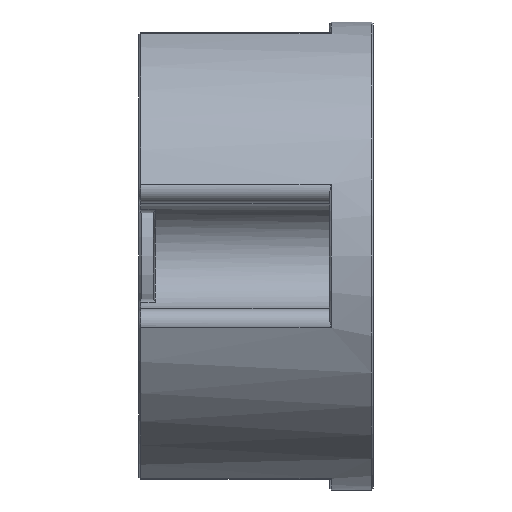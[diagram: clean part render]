
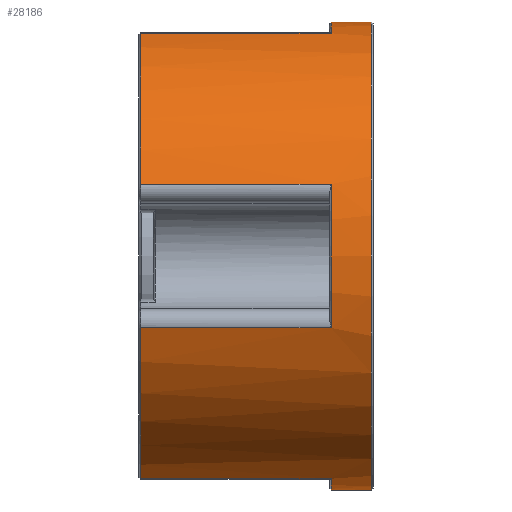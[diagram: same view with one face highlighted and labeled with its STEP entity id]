
A CAD part, left-side view. The second image highlights one B-rep face of the part: STEP entity #28186.
In plain terms, the highlighted cylindrical face has radius 15.975 mm (diameter 31.95 mm), a partial arc.
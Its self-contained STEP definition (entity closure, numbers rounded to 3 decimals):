
#685 = VERTEX_POINT ( 'NONE', #14800 ) ;
#996 = VERTEX_POINT ( 'NONE', #12388 ) ;
#1049 = VECTOR ( 'NONE', #23341, 1000. ) ;
#1221 = DIRECTION ( 'NONE',  ( 0., 0., 1. ) ) ;
#1774 = CARTESIAN_POINT ( 'NONE',  ( -15.203, 7.875, -4.907 ) ) ;
#2351 = VECTOR ( 'NONE', #6180, 1000. ) ;
#2455 = AXIS2_PLACEMENT_3D ( 'NONE', #17460, #20108, #4672 ) ;
#2675 = CYLINDRICAL_SURFACE ( 'NONE', #6820, 15.975 ) ;
#2777 = ORIENTED_EDGE ( 'NONE', *, *, #11767, .T. ) ;
#3518 = CIRCLE ( 'NONE', #31404, 15.975 ) ;
#3604 = DIRECTION ( 'NONE',  ( 0., 1., 0. ) ) ;
#3630 = VERTEX_POINT ( 'NONE', #1774 ) ;
#4047 = LINE ( 'NONE', #14016, #18370 ) ;
#4575 = VECTOR ( 'NONE', #6963, 1000. ) ;
#4672 = DIRECTION ( 'NONE',  ( 0., 0., 1. ) ) ;
#5080 = CARTESIAN_POINT ( 'NONE',  ( 0., 8., 15.975 ) ) ;
#5083 = EDGE_CURVE ( 'NONE', #6483, #11237, #28197, .T. ) ;
#5788 = ORIENTED_EDGE ( 'NONE', *, *, #18843, .T. ) ;
#5973 = CARTESIAN_POINT ( 'NONE',  ( -15.203, 8., -4.907 ) ) ;
#6002 = VECTOR ( 'NONE', #32804, 1000. ) ;
#6180 = DIRECTION ( 'NONE',  ( 0., -1., 0. ) ) ;
#6483 = VERTEX_POINT ( 'NONE', #18666 ) ;
#6629 = AXIS2_PLACEMENT_3D ( 'NONE', #12153, #32819, #9880 ) ;
#6820 = AXIS2_PLACEMENT_3D ( 'NONE', #28981, #26819, #13426 ) ;
#6873 = CARTESIAN_POINT ( 'NONE',  ( 0., 7.875, 0. ) ) ;
#6963 = DIRECTION ( 'NONE',  ( 0., -1., 0. ) ) ;
#7155 = DIRECTION ( 'NONE',  ( 0., -1., 0. ) ) ;
#7292 = VERTEX_POINT ( 'NONE', #22008 ) ;
#8641 = CIRCLE ( 'NONE', #29361, 15.975 ) ;
#8656 = CARTESIAN_POINT ( 'NONE',  ( -4.907, -5.125, 15.203 ) ) ;
#9359 = AXIS2_PLACEMENT_3D ( 'NONE', #11273, #22006, #14558 ) ;
#9641 = LINE ( 'NONE', #5973, #6002 ) ;
#9643 = EDGE_CURVE ( 'NONE', #996, #13763, #28009, .T. ) ;
#9880 = DIRECTION ( 'NONE',  ( 0., 0., 1. ) ) ;
#10810 = CARTESIAN_POINT ( 'NONE',  ( -4.907, 7.875, 15.203 ) ) ;
#11105 = AXIS2_PLACEMENT_3D ( 'NONE', #24245, #3604, #1221 ) ;
#11201 = VERTEX_POINT ( 'NONE', #8656 ) ;
#11237 = VERTEX_POINT ( 'NONE', #29244 ) ;
#11273 = CARTESIAN_POINT ( 'NONE',  ( 0., 7.875, 0. ) ) ;
#11767 = EDGE_CURVE ( 'NONE', #17810, #6483, #23467, .T. ) ;
#12153 = CARTESIAN_POINT ( 'NONE',  ( 0., -5.125, 0. ) ) ;
#12388 = CARTESIAN_POINT ( 'NONE',  ( -4.907, 7.875, -15.203 ) ) ;
#12536 = ORIENTED_EDGE ( 'NONE', *, *, #26441, .T. ) ;
#12628 = CARTESIAN_POINT ( 'NONE',  ( 0., -7.875, -15.975 ) ) ;
#12636 = ORIENTED_EDGE ( 'NONE', *, *, #5083, .T. ) ;
#12654 = ORIENTED_EDGE ( 'NONE', *, *, #31531, .T. ) ;
#13113 = ORIENTED_EDGE ( 'NONE', *, *, #9643, .T. ) ;
#13277 = LINE ( 'NONE', #5080, #1049 ) ;
#13426 = DIRECTION ( 'NONE',  ( 0., 0., -1. ) ) ;
#13507 = CARTESIAN_POINT ( 'NONE',  ( -4.907, 8., -15.203 ) ) ;
#13602 = VECTOR ( 'NONE', #28153, 1000. ) ;
#13763 = VERTEX_POINT ( 'NONE', #25958 ) ;
#14016 = CARTESIAN_POINT ( 'NONE',  ( -4.907, 8., 15.203 ) ) ;
#14558 = DIRECTION ( 'NONE',  ( 0., 0., 1. ) ) ;
#14800 = CARTESIAN_POINT ( 'NONE',  ( 0., -7.875, 15.975 ) ) ;
#15029 = CARTESIAN_POINT ( 'NONE',  ( 0., -5.125, 15.975 ) ) ;
#15117 = DIRECTION ( 'NONE',  ( 0., 0., 1. ) ) ;
#15324 = CARTESIAN_POINT ( 'NONE',  ( 0., 8., -15.975 ) ) ;
#15796 = EDGE_LOOP ( 'NONE', ( #24295, #12654, #21909, #2777, #12636, #5788, #12536, #29647, #13113, #32856, #23287, #22571 ) ) ;
#16397 = CIRCLE ( 'NONE', #6629, 15.975 ) ;
#17460 = CARTESIAN_POINT ( 'NONE',  ( 0., -5.125, 0. ) ) ;
#17463 = EDGE_CURVE ( 'NONE', #11201, #17810, #4047, .T. ) ;
#17810 = VERTEX_POINT ( 'NONE', #10810 ) ;
#18370 = VECTOR ( 'NONE', #32207, 1000. ) ;
#18595 = FACE_OUTER_BOUND ( 'NONE', #15796, .T. ) ;
#18666 = CARTESIAN_POINT ( 'NONE',  ( -15.203, 7.875, 4.907 ) ) ;
#18843 = EDGE_CURVE ( 'NONE', #11237, #7292, #21992, .T. ) ;
#19974 = DIRECTION ( 'NONE',  ( 0., 0., 1. ) ) ;
#20108 = DIRECTION ( 'NONE',  ( 0., -1., 0. ) ) ;
#20735 = VERTEX_POINT ( 'NONE', #15029 ) ;
#21909 = ORIENTED_EDGE ( 'NONE', *, *, #17463, .T. ) ;
#21992 = CIRCLE ( 'NONE', #2455, 15.975 ) ;
#22006 = DIRECTION ( 'NONE',  ( 0., -1., 0. ) ) ;
#22008 = CARTESIAN_POINT ( 'NONE',  ( -15.203, -5.125, -4.907 ) ) ;
#22571 = ORIENTED_EDGE ( 'NONE', *, *, #23699, .T. ) ;
#22791 = CARTESIAN_POINT ( 'NONE',  ( 0., -5.125, 0. ) ) ;
#22970 = DIRECTION ( 'NONE',  ( 0., -1., 0. ) ) ;
#23287 = ORIENTED_EDGE ( 'NONE', *, *, #29749, .T. ) ;
#23341 = DIRECTION ( 'NONE',  ( 0., -1., 0. ) ) ;
#23467 = CIRCLE ( 'NONE', #9359, 15.975 ) ;
#23699 = EDGE_CURVE ( 'NONE', #29154, #685, #33734, .T. ) ;
#24245 = CARTESIAN_POINT ( 'NONE',  ( 0., -7.875, 0. ) ) ;
#24295 = ORIENTED_EDGE ( 'NONE', *, *, #28063, .F. ) ;
#25105 = CARTESIAN_POINT ( 'NONE',  ( 0., -5.125, -15.975 ) ) ;
#25958 = CARTESIAN_POINT ( 'NONE',  ( -4.907, -5.125, -15.203 ) ) ;
#26441 = EDGE_CURVE ( 'NONE', #7292, #3630, #9641, .T. ) ;
#26446 = EDGE_CURVE ( 'NONE', #3630, #996, #3518, .T. ) ;
#26819 = DIRECTION ( 'NONE',  ( 0., -1., 0. ) ) ;
#28009 = LINE ( 'NONE', #13507, #2351 ) ;
#28063 = EDGE_CURVE ( 'NONE', #20735, #685, #13277, .T. ) ;
#28153 = DIRECTION ( 'NONE',  ( 0., -1., 0. ) ) ;
#28186 = ADVANCED_FACE ( 'NONE', ( #18595 ), #2675, .T. ) ;
#28197 = LINE ( 'NONE', #30890, #4575 ) ;
#28981 = CARTESIAN_POINT ( 'NONE',  ( 0., 8., 0. ) ) ;
#29154 = VERTEX_POINT ( 'NONE', #12628 ) ;
#29244 = CARTESIAN_POINT ( 'NONE',  ( -15.203, -5.125, 4.907 ) ) ;
#29361 = AXIS2_PLACEMENT_3D ( 'NONE', #22791, #7155, #19974 ) ;
#29647 = ORIENTED_EDGE ( 'NONE', *, *, #26446, .T. ) ;
#29749 = EDGE_CURVE ( 'NONE', #33709, #29154, #30300, .T. ) ;
#30300 = LINE ( 'NONE', #15324, #13602 ) ;
#30890 = CARTESIAN_POINT ( 'NONE',  ( -15.203, 8., 4.907 ) ) ;
#31404 = AXIS2_PLACEMENT_3D ( 'NONE', #6873, #22970, #15117 ) ;
#31531 = EDGE_CURVE ( 'NONE', #20735, #11201, #8641, .T. ) ;
#32151 = EDGE_CURVE ( 'NONE', #13763, #33709, #16397, .T. ) ;
#32207 = DIRECTION ( 'NONE',  ( 0., 1., 0. ) ) ;
#32804 = DIRECTION ( 'NONE',  ( 0., 1., 0. ) ) ;
#32819 = DIRECTION ( 'NONE',  ( 0., -1., 0. ) ) ;
#32856 = ORIENTED_EDGE ( 'NONE', *, *, #32151, .T. ) ;
#33709 = VERTEX_POINT ( 'NONE', #25105 ) ;
#33734 = CIRCLE ( 'NONE', #11105, 15.975 ) ;
